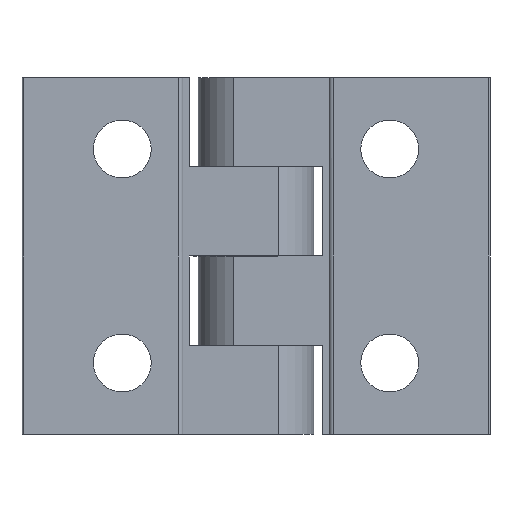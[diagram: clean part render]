
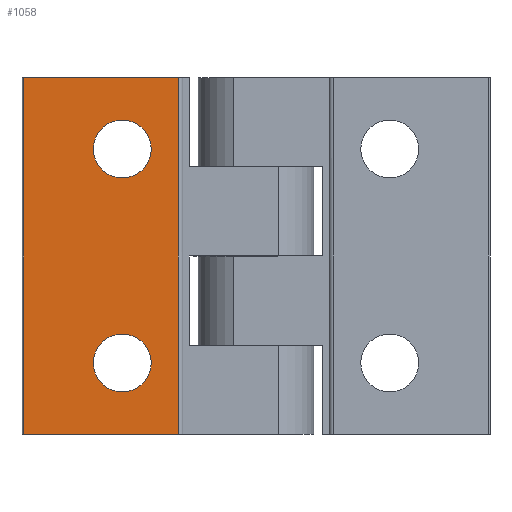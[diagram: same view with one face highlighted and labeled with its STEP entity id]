
A CAD part, front view. The second image highlights one B-rep face of the part: STEP entity #1058.
In plain terms, the highlighted planar face has unit normal (0, -1, 0).
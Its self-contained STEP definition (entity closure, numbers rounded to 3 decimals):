
#32 = AXIS2_PLACEMENT_3D ( 'NONE', #97, #56, #110 ) ;
#49 = VECTOR ( 'NONE', #309, 1000. ) ;
#50 = CIRCLE ( 'NONE', #362, 3.25 ) ;
#51 = ORIENTED_EDGE ( 'NONE', *, *, #689, .F. ) ;
#54 = VERTEX_POINT ( 'NONE', #138 ) ;
#56 = DIRECTION ( 'NONE',  ( 0., -1., 0. ) ) ;
#81 = VECTOR ( 'NONE', #526, 1000. ) ;
#86 = PLANE ( 'NONE',  #32 ) ;
#97 = CARTESIAN_POINT ( 'NONE',  ( 52702.508, 15194.314, 0. ) ) ;
#110 = DIRECTION ( 'NONE',  ( 0., 0., 1. ) ) ;
#138 = CARTESIAN_POINT ( 'NONE',  ( 52685.163, 15194.314, 40. ) ) ;
#142 = VERTEX_POINT ( 'NONE', #287 ) ;
#147 = ORIENTED_EDGE ( 'NONE', *, *, #193, .F. ) ;
#154 = FACE_BOUND ( 'NONE', #607, .T. ) ;
#192 = CARTESIAN_POINT ( 'NONE',  ( 52693.836, 15194.314, 40. ) ) ;
#193 = EDGE_CURVE ( 'NONE', #1158, #625, #50, .T. ) ;
#203 = CIRCLE ( 'NONE', #1047, 3.25 ) ;
#208 = CARTESIAN_POINT ( 'NONE',  ( 52696.213, 15194.314, 32. ) ) ;
#214 = DIRECTION ( 'NONE',  ( 0., -1., 0. ) ) ;
#215 = DIRECTION ( 'NONE',  ( 0., 0., -1. ) ) ;
#217 = EDGE_CURVE ( 'NONE', #443, #663, #1008, .T. ) ;
#287 = CARTESIAN_POINT ( 'NONE',  ( 52696.213, 15194.314, 28.75 ) ) ;
#292 = EDGE_CURVE ( 'NONE', #809, #663, #532, .T. ) ;
#309 = DIRECTION ( 'NONE',  ( 1., 0., 0. ) ) ;
#325 = AXIS2_PLACEMENT_3D ( 'NONE', #208, #214, #215 ) ;
#342 = EDGE_CURVE ( 'NONE', #929, #142, #401, .T. ) ;
#362 = AXIS2_PLACEMENT_3D ( 'NONE', #403, #409, #410 ) ;
#372 = CARTESIAN_POINT ( 'NONE',  ( 52701.338, 15194.314, 0. ) ) ;
#385 = LINE ( 'NONE', #915, #81 ) ;
#392 = CARTESIAN_POINT ( 'NONE',  ( 52696.213, 15194.314, 35.25 ) ) ;
#401 = CIRCLE ( 'NONE', #576, 3.25 ) ;
#403 = CARTESIAN_POINT ( 'NONE',  ( 52696.213, 15194.314, 8. ) ) ;
#409 = DIRECTION ( 'NONE',  ( 0., -1., 0. ) ) ;
#410 = DIRECTION ( 'NONE',  ( 0., 0., -1. ) ) ;
#415 = FACE_BOUND ( 'NONE', #783, .T. ) ;
#419 = DIRECTION ( 'NONE',  ( 1., 0., 0. ) ) ;
#427 = CARTESIAN_POINT ( 'NONE',  ( 52702.508, 15194.314, 0. ) ) ;
#443 = VERTEX_POINT ( 'NONE', #683 ) ;
#475 = CARTESIAN_POINT ( 'NONE',  ( 52696.213, 15194.314, 8. ) ) ;
#483 = FACE_OUTER_BOUND ( 'NONE', #1146, .T. ) ;
#487 = ORIENTED_EDGE ( 'NONE', *, *, #1096, .F. ) ;
#496 = CARTESIAN_POINT ( 'NONE',  ( 52702.508, 15194.314, 20. ) ) ;
#526 = DIRECTION ( 'NONE',  ( 0., 0., 1. ) ) ;
#532 = LINE ( 'NONE', #496, #754 ) ;
#576 = AXIS2_PLACEMENT_3D ( 'NONE', #700, #701, #703 ) ;
#607 = EDGE_LOOP ( 'NONE', ( #487, #1052 ) ) ;
#624 = CARTESIAN_POINT ( 'NONE',  ( 52696.213, 15194.314, 11.25 ) ) ;
#625 = VERTEX_POINT ( 'NONE', #846 ) ;
#629 = DIRECTION ( 'NONE',  ( 0., 0., -1. ) ) ;
#633 = LINE ( 'NONE', #192, #49 ) ;
#663 = VERTEX_POINT ( 'NONE', #427 ) ;
#674 = CIRCLE ( 'NONE', #325, 3.25 ) ;
#683 = CARTESIAN_POINT ( 'NONE',  ( 52685.163, 15194.314, 0. ) ) ;
#688 = DIRECTION ( 'NONE',  ( 0., -1., 0. ) ) ;
#689 = EDGE_CURVE ( 'NONE', #443, #54, #385, .T. ) ;
#700 = CARTESIAN_POINT ( 'NONE',  ( 52696.213, 15194.314, 32. ) ) ;
#701 = DIRECTION ( 'NONE',  ( 0., -1., 0. ) ) ;
#702 = DIRECTION ( 'NONE',  ( 0., 0., -1. ) ) ;
#703 = DIRECTION ( 'NONE',  ( 0., 0., -1. ) ) ;
#728 = EDGE_CURVE ( 'NONE', #54, #809, #633, .T. ) ;
#754 = VECTOR ( 'NONE', #629, 1000. ) ;
#783 = EDGE_LOOP ( 'NONE', ( #858, #147 ) ) ;
#800 = ORIENTED_EDGE ( 'NONE', *, *, #728, .F. ) ;
#809 = VERTEX_POINT ( 'NONE', #968 ) ;
#828 = ORIENTED_EDGE ( 'NONE', *, *, #217, .T. ) ;
#846 = CARTESIAN_POINT ( 'NONE',  ( 52696.213, 15194.314, 4.75 ) ) ;
#851 = EDGE_CURVE ( 'NONE', #625, #1158, #203, .T. ) ;
#858 = ORIENTED_EDGE ( 'NONE', *, *, #851, .F. ) ;
#915 = CARTESIAN_POINT ( 'NONE',  ( 52685.163, 15194.314, 20. ) ) ;
#929 = VERTEX_POINT ( 'NONE', #392 ) ;
#968 = CARTESIAN_POINT ( 'NONE',  ( 52702.508, 15194.314, 40. ) ) ;
#1008 = LINE ( 'NONE', #372, #1195 ) ;
#1047 = AXIS2_PLACEMENT_3D ( 'NONE', #475, #688, #702 ) ;
#1052 = ORIENTED_EDGE ( 'NONE', *, *, #342, .F. ) ;
#1058 = ADVANCED_FACE ( 'NONE', ( #154, #415, #483 ), #86, .T. ) ;
#1096 = EDGE_CURVE ( 'NONE', #142, #929, #674, .T. ) ;
#1146 = EDGE_LOOP ( 'NONE', ( #1168, #800, #51, #828 ) ) ;
#1158 = VERTEX_POINT ( 'NONE', #624 ) ;
#1168 = ORIENTED_EDGE ( 'NONE', *, *, #292, .F. ) ;
#1195 = VECTOR ( 'NONE', #419, 1000. ) ;
